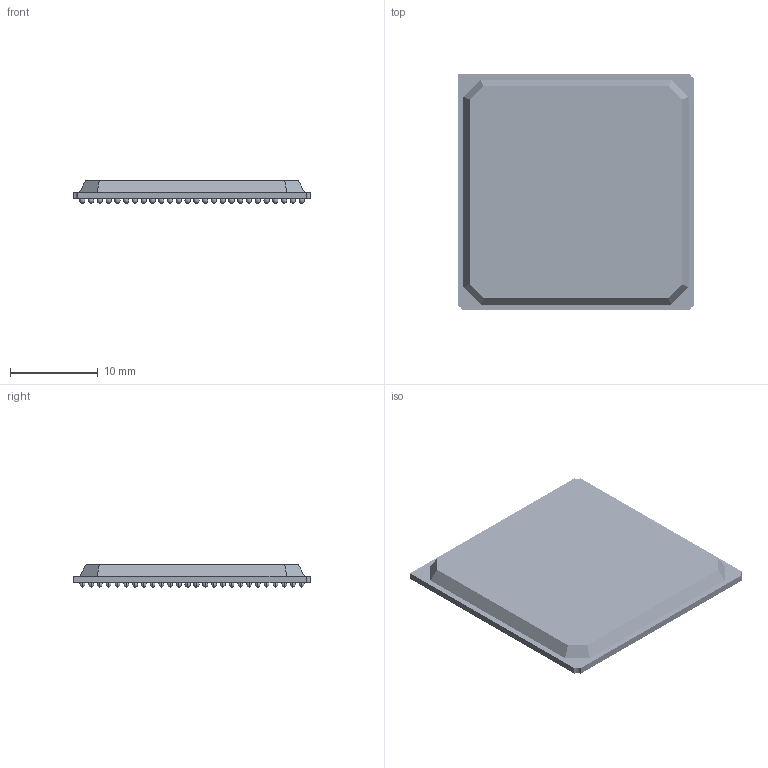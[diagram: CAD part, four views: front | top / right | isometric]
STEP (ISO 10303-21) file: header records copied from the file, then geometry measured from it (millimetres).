
FILE_DESCRIPTION((''),'2;1');
FILE_NAME('BGA676C100P26X26_2700X2700X254.stp','2012-06-05T15:05:52',(''),(''),'Mechanical Desktop 2011','Mechanical Desktop 2011',', , ');
FILE_SCHEMA(('AUTOMOTIVE_DESIGN { 1 2 10303 214 1 1 1 1 }'));
Length unit declared in the file: millimetre
Products named in the file (1): Product
Bounding box: 27 x 27 x 2.54 mm (x, y, z)
Volume: 1411.5 mm3; surface area: 3655.3 mm2
Topology: 678 solids, 678 shells, 2047 faces, 4777 edges, 2734 vertices
Faces by surface type: sphere 1352, plane 692, cylinder 3
Entity records: 51303 total; most frequent: DIRECTION 10907, CARTESIAN_POINT 8207, ORIENTED_EDGE 6850, AXIS2_PLACEMENT_3D 5434, EDGE_CURVE 3425, CIRCLE 3386, VERTEX_POINT 2734, EDGE_LOOP 2047
